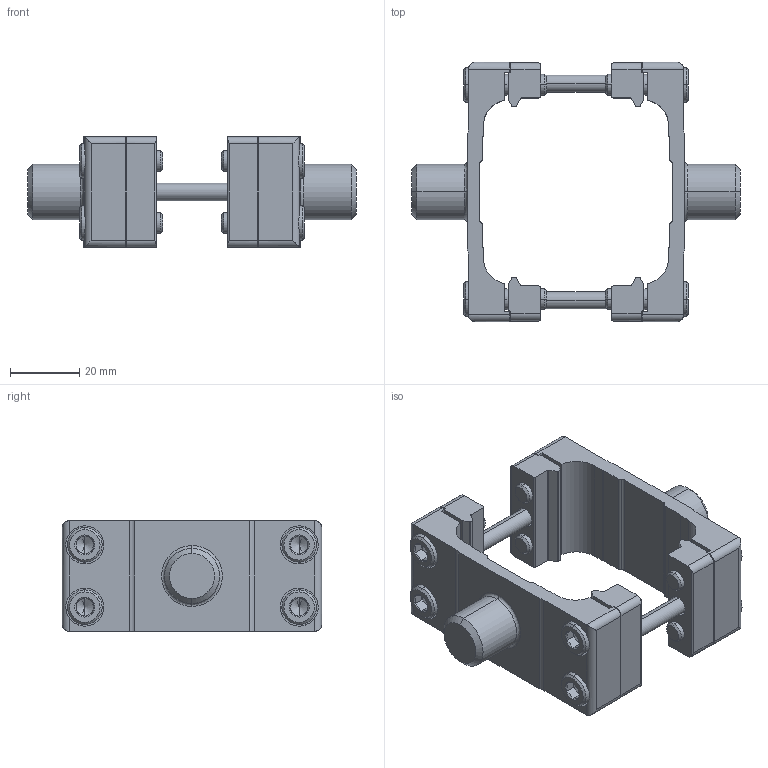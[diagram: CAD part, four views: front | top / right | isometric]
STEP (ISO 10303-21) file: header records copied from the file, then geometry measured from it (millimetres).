
FILE_DESCRIPTION (( 'STEP AP203' ), '1' );
FILE_NAME ('2214899_DAMT-V1-40-AÖÐ¼ä½Â×ù.STEP', '2022-11-15T01:09:04', ( 'w530' ), ( '' ), 'SwSTEP 2.0', 'SolidWorks 2018', '' );
FILE_SCHEMA (( 'CONFIG_CONTROL_DESIGN' ));
Length unit declared in the file: millimetre
Products named in the file (1): 2214899_DAMT-V1-40-A笢潔蝓釱
Bounding box: 95 x 75 x 32 mm (x, y, z)
Volume: 50538.2 mm3; surface area: 31879.7 mm2
Topology: 16 solids, 16 shells, 566 faces, 1312 edges, 772 vertices
Faces by surface type: plane 226, cone 172, cylinder 164, bspline 4
Entity records: 16467 total; most frequent: CARTESIAN_POINT 3427, DIRECTION 2866, ORIENTED_EDGE 2576, EDGE_CURVE 1288, AXIS2_PLACEMENT_3D 1091, VERTEX_POINT 772, LINE 684, VECTOR 684
